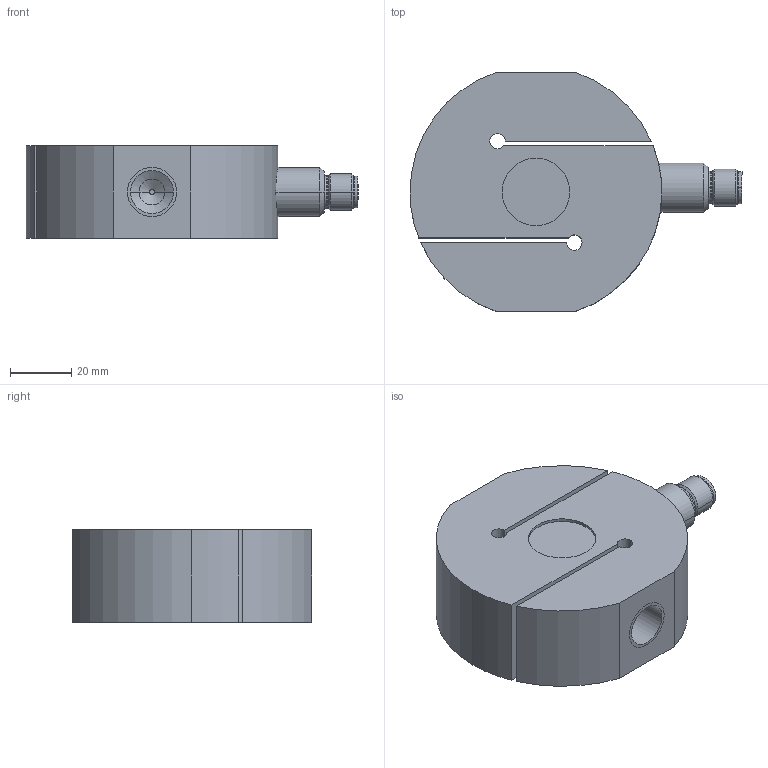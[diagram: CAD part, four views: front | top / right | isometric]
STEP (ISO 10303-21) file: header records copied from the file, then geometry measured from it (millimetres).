
FILE_DESCRIPTION(('STEP AP214'),'1');
FILE_NAME('TS Ø82 up to 2t with M12.stp','2019-07-24T12:59:16',(' '),(' '),'Spatial InterOp 3D',' ',' ');
FILE_SCHEMA(('automotive_design'));
Length unit declared in the file: millimetre
Products named in the file (4): TS Ø82 up to 2t with M12; TS Ø82 2t; Pin holder; Fairlead
Assembly tree (3 placements, depth 2):
  TS Ø82 up to 2t with M12
    TS Ø82 2t
    Pin holder
    Fairlead
Bounding box: 108.08 x 78 x 30 mm (x, y, z)
Volume: 145629.1 mm3; surface area: 32982.4 mm2
Topology: 8 solids, 19 shells, 136 faces, 339 edges, 240 vertices
Faces by surface type: cylinder 73, plane 39, torus 14, cone 10
Entity records: 5543 total; most frequent: DIRECTION 827, CARTESIAN_POINT 761, ORIENTED_EDGE 634, AXIS2_PLACEMENT_3D 354, EDGE_CURVE 339, VERTEX_POINT 240, CIRCLE 214, EDGE_LOOP 165
